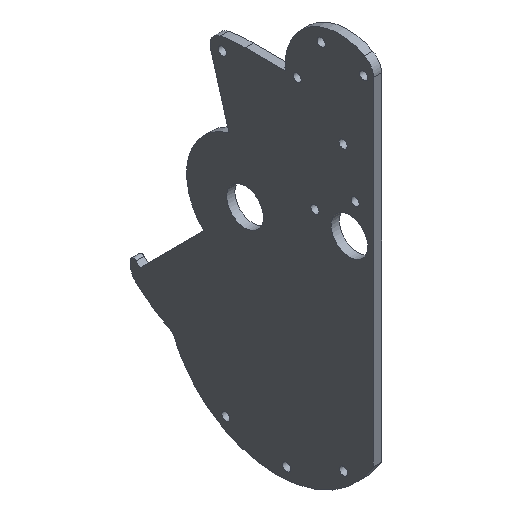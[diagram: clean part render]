
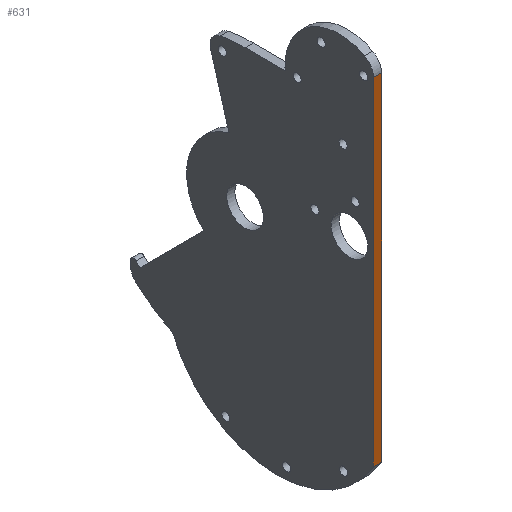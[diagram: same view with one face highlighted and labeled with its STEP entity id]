
A CAD part, isometric view. The second image highlights one B-rep face of the part: STEP entity #631.
In plain terms, the highlighted planar face has unit normal (0, -1, 0).
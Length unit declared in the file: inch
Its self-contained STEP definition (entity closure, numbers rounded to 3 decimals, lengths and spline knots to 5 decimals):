
#45=PLANE('',#716);
#74=FACE_OUTER_BOUND('',#105,.T.);
#105=EDGE_LOOP('',(#513,#514,#515,#516));
#172=LINE('',#1079,#215);
#173=LINE('',#1082,#216);
#174=LINE('',#1084,#217);
#175=LINE('',#1085,#218);
#215=VECTOR('',#897,0.3937);
#216=VECTOR('',#900,0.3937);
#217=VECTOR('',#901,0.3937);
#218=VECTOR('',#902,0.3937);
#316=VERTEX_POINT('',#1075);
#317=VERTEX_POINT('',#1077);
#318=VERTEX_POINT('',#1081);
#319=VERTEX_POINT('',#1083);
#400=EDGE_CURVE('',#316,#317,#172,.T.);
#401=EDGE_CURVE('',#318,#316,#173,.T.);
#402=EDGE_CURVE('',#319,#317,#174,.T.);
#403=EDGE_CURVE('',#318,#319,#175,.T.);
#513=ORIENTED_EDGE('',*,*,#401,.T.);
#514=ORIENTED_EDGE('',*,*,#400,.T.);
#515=ORIENTED_EDGE('',*,*,#402,.F.);
#516=ORIENTED_EDGE('',*,*,#403,.F.);
#631=ADVANCED_FACE('',(#74),#45,.T.);
#716=AXIS2_PLACEMENT_3D('',#1080,#898,#899);
#897=DIRECTION('',(1.,0.,0.));
#898=DIRECTION('center_axis',(0.,-1.,0.));
#899=DIRECTION('ref_axis',(0.,0.,-1.));
#900=DIRECTION('',(0.,0.,-1.));
#901=DIRECTION('',(0.,0.,-1.));
#902=DIRECTION('',(1.,0.,0.));
#1075=CARTESIAN_POINT('',(0.,-3.95418,-4.96083));
#1077=CARTESIAN_POINT('',(0.25,-3.95418,-4.96083));
#1079=CARTESIAN_POINT('',(0.,-3.95418,-4.96083));
#1080=CARTESIAN_POINT('Origin',(0.,-3.95418,5.43173));
#1081=CARTESIAN_POINT('',(0.,-3.95418,5.43173));
#1082=CARTESIAN_POINT('',(0.,-3.95418,5.43173));
#1083=CARTESIAN_POINT('',(0.25,-3.95418,5.43173));
#1084=CARTESIAN_POINT('',(0.25,-3.95418,5.43173));
#1085=CARTESIAN_POINT('',(0.,-3.95418,5.43173));
